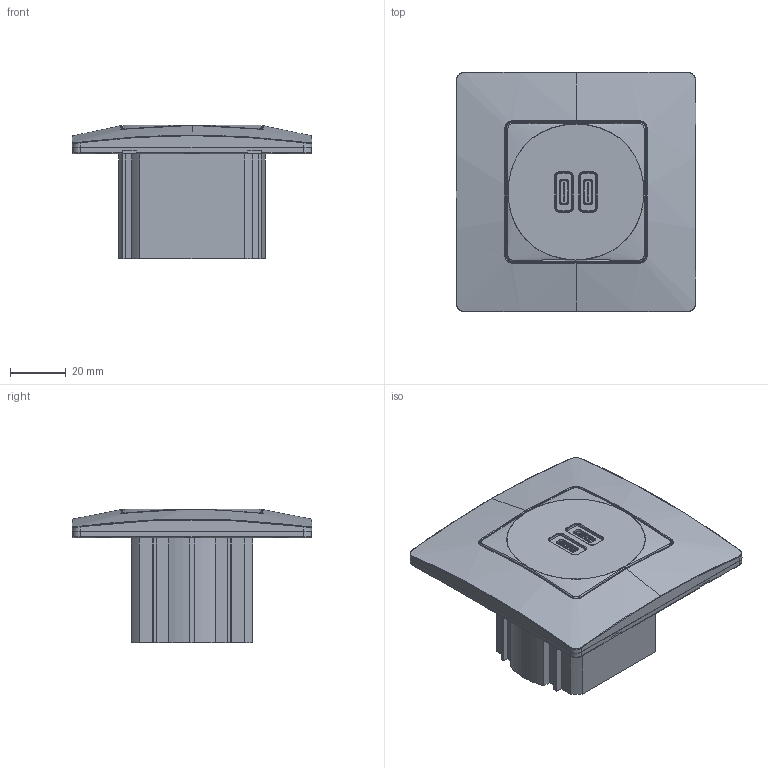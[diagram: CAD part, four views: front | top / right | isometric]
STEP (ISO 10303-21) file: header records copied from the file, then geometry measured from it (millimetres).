
FILE_DESCRIPTION (( 'STEP AP203' ), '1' );
FILE_NAME ('Rozetka_USB2_Ñ_C.STEP', '2025-06-26T08:02:55', ( '' ), ( '' ), 'SwSTEP 2.0', 'SolidWorks 2022', '' );
FILE_SCHEMA (( 'CONFIG_CONTROL_DESIGN' ));
Products named in the file (1): Rozetka_USB2_С_C
Bounding box: 86 x 86 x 47.9 mm (x, y, z)
Volume: 137839.1 mm3; surface area: 27852.2 mm2
Topology: 1 solids, 17 shells, 754 faces, 1958 edges, 1250 vertices
Faces by surface type: plane 456, cylinder 148, bspline 100, cone 38, torus 12
Entity records: 32479 total; most frequent: CARTESIAN_POINT 15143, ORIENTED_EDGE 3916, DIRECTION 3108, EDGE_CURVE 1958, VECTOR 1254, LINE 1254, VERTEX_POINT 1250, AXIS2_PLACEMENT_3D 927
